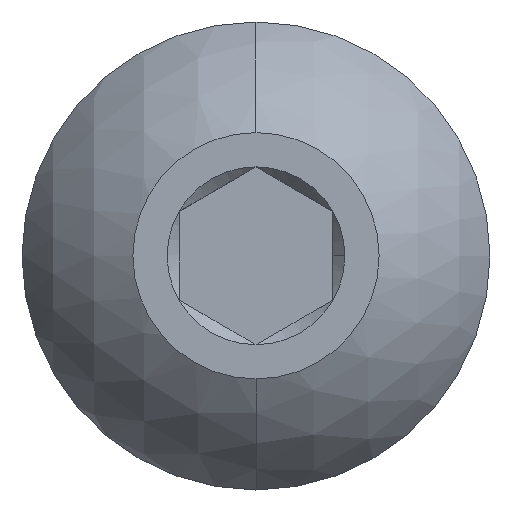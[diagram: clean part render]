
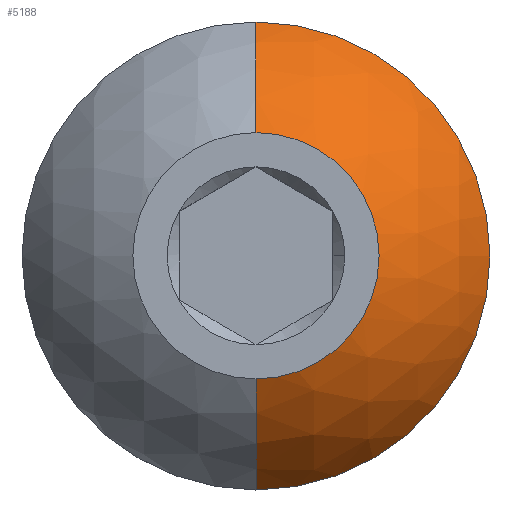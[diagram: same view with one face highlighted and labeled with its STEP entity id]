
A CAD part, top view. The second image highlights one B-rep face of the part: STEP entity #5188.
In plain terms, the highlighted spherical face has radius 4.229 mm.
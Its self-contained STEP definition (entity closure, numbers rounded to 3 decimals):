
#29 = VERTEX_POINT ( 'NONE', #3689 ) ;
#76 = DIRECTION ( 'NONE',  ( 1., 0., 0. ) ) ;
#155 = EDGE_CURVE ( 'NONE', #29, #5880, #3446, .T. ) ;
#171 = DIRECTION ( 'NONE',  ( 1., 0., 0. ) ) ;
#321 = DIRECTION ( 'NONE',  ( -1., 0., 0. ) ) ;
#633 = CARTESIAN_POINT ( 'NONE',  ( 0., 0., -3.726 ) ) ;
#678 = VERTEX_POINT ( 'NONE', #4849 ) ;
#1029 = ORIENTED_EDGE ( 'NONE', *, *, #4059, .T. ) ;
#1333 = CARTESIAN_POINT ( 'NONE',  ( 0., 0., -1.87 ) ) ;
#1422 = AXIS2_PLACEMENT_3D ( 'NONE', #1333, #5327, #171 ) ;
#1739 = CARTESIAN_POINT ( 'NONE',  ( 0., 2., 0. ) ) ;
#1935 = ORIENTED_EDGE ( 'NONE', *, *, #7195, .F. ) ;
#2003 = SPHERICAL_SURFACE ( 'NONE', #6251, 4.229 ) ;
#2136 = AXIS2_PLACEMENT_3D ( 'NONE', #633, #76, #4135 ) ;
#2468 = CARTESIAN_POINT ( 'NONE',  ( 0., -3.8, -1.87 ) ) ;
#2635 = VERTEX_POINT ( 'NONE', #5378 ) ;
#3253 = VERTEX_POINT ( 'NONE', #2468 ) ;
#3303 = EDGE_CURVE ( 'NONE', #3253, #2635, #3924, .T. ) ;
#3351 = CIRCLE ( 'NONE', #1422, 3.8 ) ;
#3388 = DIRECTION ( 'NONE',  ( 0., -1., 0. ) ) ;
#3446 = CIRCLE ( 'NONE', #5404, 2. ) ;
#3689 = CARTESIAN_POINT ( 'NONE',  ( 0., -2., 0. ) ) ;
#3924 = CIRCLE ( 'NONE', #7308, 3.8 ) ;
#4047 = DIRECTION ( 'NONE',  ( 0., 0., 1. ) ) ;
#4059 = EDGE_CURVE ( 'NONE', #678, #5880, #6546, .T. ) ;
#4073 = CARTESIAN_POINT ( 'NONE',  ( 0., 0., -1.87 ) ) ;
#4135 = DIRECTION ( 'NONE',  ( 0., 1., 0. ) ) ;
#4258 = ORIENTED_EDGE ( 'NONE', *, *, #3303, .T. ) ;
#4335 = FACE_OUTER_BOUND ( 'NONE', #5801, .T. ) ;
#4390 = CARTESIAN_POINT ( 'NONE',  ( 0., 0., -3.726 ) ) ;
#4655 = DIRECTION ( 'NONE',  ( 1., 0., 0. ) ) ;
#4849 = CARTESIAN_POINT ( 'NONE',  ( 0., 3.8, -1.87 ) ) ;
#4915 = DIRECTION ( 'NONE',  ( 0., -1., 0. ) ) ;
#5188 = ADVANCED_FACE ( 'NONE', ( #4335 ), #2003, .T. ) ;
#5327 = DIRECTION ( 'NONE',  ( 0., 0., 1. ) ) ;
#5378 = CARTESIAN_POINT ( 'NONE',  ( 3.8, 0., -1.87 ) ) ;
#5404 = AXIS2_PLACEMENT_3D ( 'NONE', #5681, #6237, #6313 ) ;
#5612 = ORIENTED_EDGE ( 'NONE', *, *, #7071, .T. ) ;
#5644 = AXIS2_PLACEMENT_3D ( 'NONE', #4390, #321, #4915 ) ;
#5681 = CARTESIAN_POINT ( 'NONE',  ( 0., 0., 0. ) ) ;
#5703 = DIRECTION ( 'NONE',  ( 1., 0., 0. ) ) ;
#5801 = EDGE_LOOP ( 'NONE', ( #4258, #5612, #1029, #6519, #1935 ) ) ;
#5880 = VERTEX_POINT ( 'NONE', #1739 ) ;
#6237 = DIRECTION ( 'NONE',  ( 0., 0., 1. ) ) ;
#6251 = AXIS2_PLACEMENT_3D ( 'NONE', #6873, #5703, #3388 ) ;
#6313 = DIRECTION ( 'NONE',  ( 1., 0., 0. ) ) ;
#6519 = ORIENTED_EDGE ( 'NONE', *, *, #155, .F. ) ;
#6531 = CIRCLE ( 'NONE', #5644, 4.229 ) ;
#6546 = CIRCLE ( 'NONE', #2136, 4.229 ) ;
#6873 = CARTESIAN_POINT ( 'NONE',  ( 0., 0., -3.726 ) ) ;
#7071 = EDGE_CURVE ( 'NONE', #2635, #678, #3351, .T. ) ;
#7195 = EDGE_CURVE ( 'NONE', #3253, #29, #6531, .T. ) ;
#7308 = AXIS2_PLACEMENT_3D ( 'NONE', #4073, #4047, #4655 ) ;
